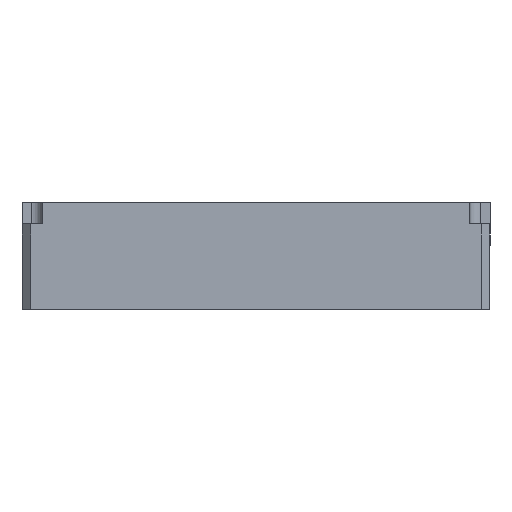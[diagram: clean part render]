
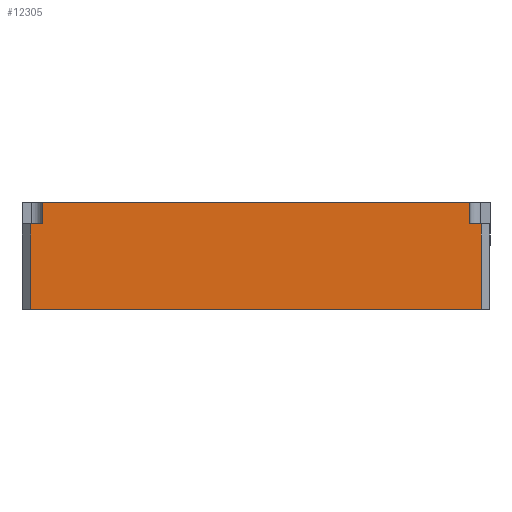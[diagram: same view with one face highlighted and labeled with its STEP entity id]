
A CAD part, front view. The second image highlights one B-rep face of the part: STEP entity #12305.
In plain terms, the highlighted planar face has unit normal (0, -1, 0).
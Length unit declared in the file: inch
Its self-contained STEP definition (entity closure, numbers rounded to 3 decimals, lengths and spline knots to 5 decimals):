
#399 = VERTEX_POINT ( 'NONE', #16285 ) ;
#462 = DIRECTION ( 'NONE',  ( 0., 1., 0. ) ) ;
#602 = ORIENTED_EDGE ( 'NONE', *, *, #1353, .F. ) ;
#634 = LINE ( 'NONE', #4662, #4383 ) ;
#723 = DIRECTION ( 'NONE',  ( 0., 0., 1. ) ) ;
#1043 = ORIENTED_EDGE ( 'NONE', *, *, #14488, .T. ) ;
#1207 = VERTEX_POINT ( 'NONE', #12343 ) ;
#1281 = DIRECTION ( 'NONE',  ( 1., 0., 0. ) ) ;
#1353 = EDGE_CURVE ( 'NONE', #7457, #399, #3554, .T. ) ;
#1704 = CARTESIAN_POINT ( 'NONE',  ( 0.296, 0., 1.5695 ) ) ;
#1938 = EDGE_CURVE ( 'NONE', #1207, #6029, #15619, .T. ) ;
#2617 = CARTESIAN_POINT ( 'NONE',  ( 0.13, 0., 0. ) ) ;
#2770 = CARTESIAN_POINT ( 'NONE',  ( 6.77, 0., 1.5695 ) ) ;
#2816 = CARTESIAN_POINT ( 'NONE',  ( 6.604, 0., 1.257 ) ) ;
#3118 = LINE ( 'NONE', #7302, #15009 ) ;
#3316 = DIRECTION ( 'NONE',  ( 0., 0., 1. ) ) ;
#3554 = LINE ( 'NONE', #6329, #3638 ) ;
#3638 = VECTOR ( 'NONE', #1281, 39.37008 ) ;
#3871 = DIRECTION ( 'NONE',  ( 1., 0., 0. ) ) ;
#3994 = VECTOR ( 'NONE', #8235, 39.37008 ) ;
#4142 = LINE ( 'NONE', #7619, #14233 ) ;
#4383 = VECTOR ( 'NONE', #723, 39.37008 ) ;
#4460 = VERTEX_POINT ( 'NONE', #1704 ) ;
#4662 = CARTESIAN_POINT ( 'NONE',  ( 6.604, 0., 1.257 ) ) ;
#4832 = AXIS2_PLACEMENT_3D ( 'NONE', #8439, #462, #3316 ) ;
#5222 = CARTESIAN_POINT ( 'NONE',  ( 0.13, 0., 1.5695 ) ) ;
#5475 = EDGE_CURVE ( 'NONE', #8618, #11719, #634, .T. ) ;
#5708 = EDGE_LOOP ( 'NONE', ( #15739, #8163, #7191, #602, #1043, #10424, #13584, #10830 ) ) ;
#6029 = VERTEX_POINT ( 'NONE', #6327 ) ;
#6327 = CARTESIAN_POINT ( 'NONE',  ( 6.77, 0., 0. ) ) ;
#6329 = CARTESIAN_POINT ( 'NONE',  ( 0., 0., 1.257 ) ) ;
#6459 = VECTOR ( 'NONE', #7582, 39.37008 ) ;
#6937 = FACE_OUTER_BOUND ( 'NONE', #5708, .T. ) ;
#7061 = LINE ( 'NONE', #16210, #3994 ) ;
#7191 = ORIENTED_EDGE ( 'NONE', *, *, #11557, .F. ) ;
#7302 = CARTESIAN_POINT ( 'NONE',  ( 0.296, 0., 1.257 ) ) ;
#7457 = VERTEX_POINT ( 'NONE', #9424 ) ;
#7582 = DIRECTION ( 'NONE',  ( 1., 0., 0. ) ) ;
#7619 = CARTESIAN_POINT ( 'NONE',  ( 0.13, 0., 1.5695 ) ) ;
#7698 = VECTOR ( 'NONE', #3871, 39.37008 ) ;
#7704 = VERTEX_POINT ( 'NONE', #2617 ) ;
#8163 = ORIENTED_EDGE ( 'NONE', *, *, #9669, .F. ) ;
#8179 = DIRECTION ( 'NONE',  ( 0., 0., -1. ) ) ;
#8191 = PLANE ( 'NONE',  #4832 ) ;
#8235 = DIRECTION ( 'NONE',  ( 1., 0., 0. ) ) ;
#8321 = DIRECTION ( 'NONE',  ( 0., 0., 1. ) ) ;
#8439 = CARTESIAN_POINT ( 'NONE',  ( 0.13, 0., 1.5695 ) ) ;
#8618 = VERTEX_POINT ( 'NONE', #2816 ) ;
#9424 = CARTESIAN_POINT ( 'NONE',  ( 0.13, 0., 1.257 ) ) ;
#9669 = EDGE_CURVE ( 'NONE', #4460, #11719, #15390, .T. ) ;
#10424 = ORIENTED_EDGE ( 'NONE', *, *, #11474, .T. ) ;
#10830 = ORIENTED_EDGE ( 'NONE', *, *, #14711, .F. ) ;
#11474 = EDGE_CURVE ( 'NONE', #7704, #6029, #7061, .T. ) ;
#11557 = EDGE_CURVE ( 'NONE', #399, #4460, #3118, .T. ) ;
#11719 = VERTEX_POINT ( 'NONE', #13754 ) ;
#12305 = ADVANCED_FACE ( 'NONE', ( #6937 ), #8191, .F. ) ;
#12343 = CARTESIAN_POINT ( 'NONE',  ( 6.77, 0., 1.257 ) ) ;
#13168 = DIRECTION ( 'NONE',  ( 0., 0., -1. ) ) ;
#13584 = ORIENTED_EDGE ( 'NONE', *, *, #1938, .F. ) ;
#13754 = CARTESIAN_POINT ( 'NONE',  ( 6.604, 0., 1.5695 ) ) ;
#14233 = VECTOR ( 'NONE', #8179, 39.37008 ) ;
#14488 = EDGE_CURVE ( 'NONE', #7457, #7704, #4142, .T. ) ;
#14711 = EDGE_CURVE ( 'NONE', #8618, #1207, #16491, .T. ) ;
#15009 = VECTOR ( 'NONE', #8321, 39.37008 ) ;
#15387 = CARTESIAN_POINT ( 'NONE',  ( 6.9, 0., 1.257 ) ) ;
#15390 = LINE ( 'NONE', #5222, #7698 ) ;
#15477 = VECTOR ( 'NONE', #13168, 39.37008 ) ;
#15619 = LINE ( 'NONE', #2770, #15477 ) ;
#15739 = ORIENTED_EDGE ( 'NONE', *, *, #5475, .T. ) ;
#16210 = CARTESIAN_POINT ( 'NONE',  ( 0.13, 0., 0. ) ) ;
#16285 = CARTESIAN_POINT ( 'NONE',  ( 0.296, 0., 1.257 ) ) ;
#16491 = LINE ( 'NONE', #15387, #6459 ) ;
